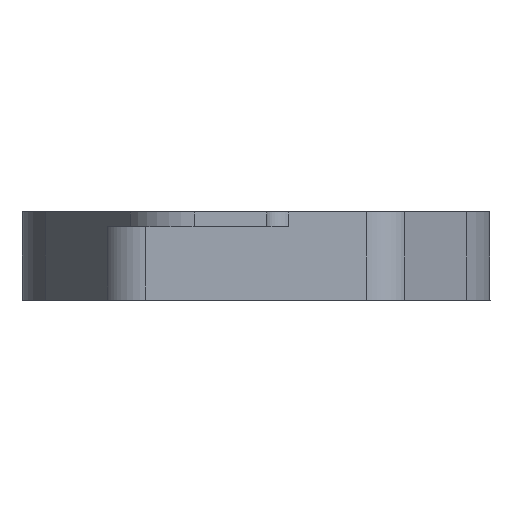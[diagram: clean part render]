
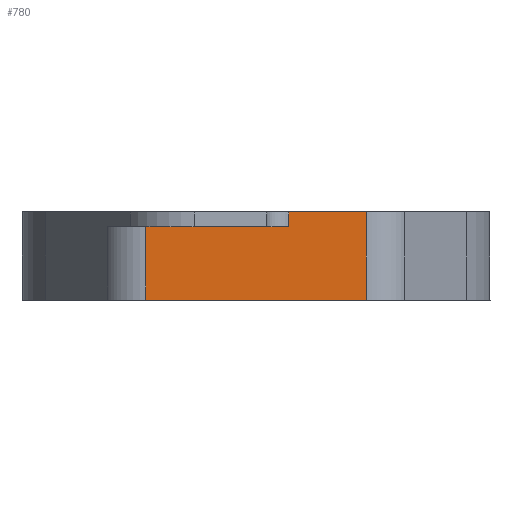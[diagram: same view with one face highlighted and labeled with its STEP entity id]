
A CAD part, front view. The second image highlights one B-rep face of the part: STEP entity #780.
In plain terms, the highlighted planar face has unit normal (-0.001, -1, 0).
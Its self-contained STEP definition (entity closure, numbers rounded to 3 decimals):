
#46=PLANE('',#843);
#105=FACE_OUTER_BOUND('',#146,.T.);
#146=EDGE_LOOP('',(#549,#550,#551,#552,#553,#554));
#194=LINE('',#1102,#265);
#196=LINE('',#1108,#267);
#197=LINE('',#1110,#268);
#198=LINE('',#1112,#269);
#199=LINE('',#1114,#270);
#200=LINE('',#1115,#271);
#265=VECTOR('',#907,10.);
#267=VECTOR('',#913,10.);
#268=VECTOR('',#914,10.);
#269=VECTOR('',#915,10.);
#270=VECTOR('',#916,10.);
#271=VECTOR('',#917,10.);
#361=VERTEX_POINT('',#1099);
#362=VERTEX_POINT('',#1101);
#364=VERTEX_POINT('',#1107);
#365=VERTEX_POINT('',#1109);
#366=VERTEX_POINT('',#1111);
#367=VERTEX_POINT('',#1113);
#435=EDGE_CURVE('',#361,#362,#194,.T.);
#438=EDGE_CURVE('',#361,#364,#196,.T.);
#439=EDGE_CURVE('',#364,#365,#197,.T.);
#440=EDGE_CURVE('',#366,#365,#198,.T.);
#441=EDGE_CURVE('',#367,#366,#199,.T.);
#442=EDGE_CURVE('',#367,#362,#200,.T.);
#549=ORIENTED_EDGE('',*,*,#435,.F.);
#550=ORIENTED_EDGE('',*,*,#438,.T.);
#551=ORIENTED_EDGE('',*,*,#439,.T.);
#552=ORIENTED_EDGE('',*,*,#440,.F.);
#553=ORIENTED_EDGE('',*,*,#441,.F.);
#554=ORIENTED_EDGE('',*,*,#442,.T.);
#780=ADVANCED_FACE('',(#105),#46,.T.);
#843=AXIS2_PLACEMENT_3D('',#1106,#911,#912);
#907=DIRECTION('',(0.,0.,1.));
#911=DIRECTION('center_axis',(-0.001,-1.,
0.));
#912=DIRECTION('ref_axis',(-1.,0.001,0.));
#913=DIRECTION('',(-1.,0.001,0.));
#914=DIRECTION('',(0.,0.,-1.));
#915=DIRECTION('',(-1.,0.001,0.));
#916=DIRECTION('',(0.,0.,-1.));
#917=DIRECTION('',(-1.,0.001,0.));
#1099=CARTESIAN_POINT('',(-478.555,33.297,665.215));
#1101=CARTESIAN_POINT('',(-478.555,33.297,666.215));
#1102=CARTESIAN_POINT('',(-478.555,33.297,666.215));
#1106=CARTESIAN_POINT('Origin',(-473.301,33.292,666.215));
#1107=CARTESIAN_POINT('',(-488.3,33.306,665.215));
#1108=CARTESIAN_POINT('',(-479.229,33.298,665.215));
#1109=CARTESIAN_POINT('',(-488.3,33.306,660.215));
#1110=CARTESIAN_POINT('',(-488.3,33.306,666.215));
#1111=CARTESIAN_POINT('',(-473.301,33.292,660.215));
#1112=CARTESIAN_POINT('',(-473.301,33.292,660.215));
#1113=CARTESIAN_POINT('',(-473.301,33.292,666.215));
#1114=CARTESIAN_POINT('',(-473.301,33.292,666.215));
#1115=CARTESIAN_POINT('',(-473.301,33.292,666.215));
